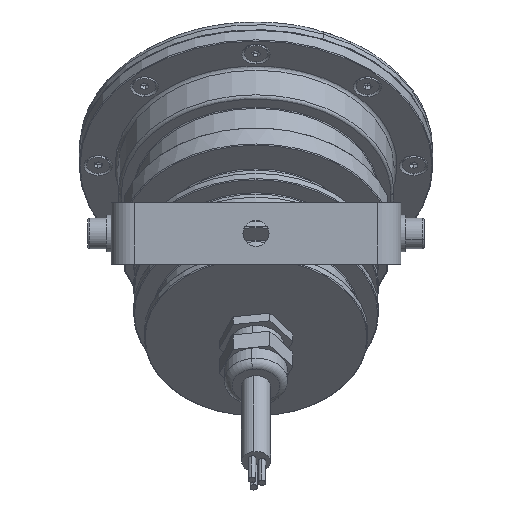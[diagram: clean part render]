
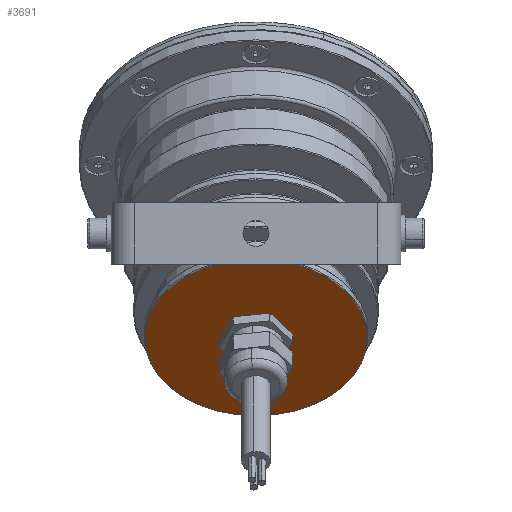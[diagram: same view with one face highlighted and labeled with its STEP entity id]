
A CAD part, front view. The second image highlights one B-rep face of the part: STEP entity #3691.
In plain terms, the highlighted planar face has unit normal (0, -0.707, -0.707).
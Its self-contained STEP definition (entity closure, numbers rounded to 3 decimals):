
#22 = CARTESIAN_POINT ( 'NONE',  ( 0., 74.346, -33.941 ) ) ;
#477 = CIRCLE ( 'NONE', #20771, 36.2 ) ;
#941 = CIRCLE ( 'NONE', #19059, 7.25 ) ;
#2654 = CARTESIAN_POINT ( 'NONE',  ( 0., 79.473, -39.068 ) ) ;
#3201 = FACE_BOUND ( 'NONE', #25544, .T. ) ;
#3691 = ADVANCED_FACE ( 'NONE', ( #3201, #5830 ), #7902, .T. ) ;
#5005 = VERTEX_POINT ( 'NONE', #2654 ) ;
#5503 = ORIENTED_EDGE ( 'NONE', *, *, #9335, .T. ) ;
#5830 = FACE_OUTER_BOUND ( 'NONE', #24424, .T. ) ;
#6031 = CIRCLE ( 'NONE', #17137, 36.2 ) ;
#7902 = PLANE ( 'NONE',  #21053 ) ;
#7993 = DIRECTION ( 'NONE',  ( 0., -0.707, -0.707 ) ) ;
#8542 = DIRECTION ( 'NONE',  ( 0., 0.707, -0.707 ) ) ;
#9335 = EDGE_CURVE ( 'NONE', #18256, #21173, #6031, .T. ) ;
#10379 = DIRECTION ( 'NONE',  ( 0., 0.707, -0.707 ) ) ;
#10469 = DIRECTION ( 'NONE',  ( 0., 0.707, 0.707 ) ) ;
#11281 = CIRCLE ( 'NONE', #19718, 7.25 ) ;
#11569 = CARTESIAN_POINT ( 'NONE',  ( 0., 69.22, -28.815 ) ) ;
#11871 = DIRECTION ( 'NONE',  ( 0., -0.707, 0.707 ) ) ;
#13848 = DIRECTION ( 'NONE',  ( 0., -0.707, 0.707 ) ) ;
#14464 = ORIENTED_EDGE ( 'NONE', *, *, #18853, .T. ) ;
#14962 = DIRECTION ( 'NONE',  ( 0., 0.707, 0.707 ) ) ;
#16130 = CARTESIAN_POINT ( 'NONE',  ( 0., 74.346, -33.941 ) ) ;
#16220 = DIRECTION ( 'NONE',  ( 1., 0., 0. ) ) ;
#16359 = EDGE_CURVE ( 'NONE', #17513, #5005, #941, .T. ) ;
#17119 = ORIENTED_EDGE ( 'NONE', *, *, #23877, .T. ) ;
#17137 = AXIS2_PLACEMENT_3D ( 'NONE', #16130, #7993, #11871 ) ;
#17513 = VERTEX_POINT ( 'NONE', #11569 ) ;
#17990 = CARTESIAN_POINT ( 'NONE',  ( 0., 74.346, -33.941 ) ) ;
#18256 = VERTEX_POINT ( 'NONE', #20969 ) ;
#18853 = EDGE_CURVE ( 'NONE', #5005, #17513, #11281, .T. ) ;
#19059 = AXIS2_PLACEMENT_3D ( 'NONE', #22, #10469, #10379 ) ;
#19718 = AXIS2_PLACEMENT_3D ( 'NONE', #20934, #14962, #8542 ) ;
#20771 = AXIS2_PLACEMENT_3D ( 'NONE', #17990, #26596, #13848 ) ;
#20934 = CARTESIAN_POINT ( 'NONE',  ( 0., 74.346, -33.941 ) ) ;
#20969 = CARTESIAN_POINT ( 'NONE',  ( 0., 48.749, -8.344 ) ) ;
#21053 = AXIS2_PLACEMENT_3D ( 'NONE', #22699, #24439, #16220 ) ;
#21173 = VERTEX_POINT ( 'NONE', #25619 ) ;
#22699 = CARTESIAN_POINT ( 'NONE',  ( 36.5, 74.346, -33.941 ) ) ;
#23281 = ORIENTED_EDGE ( 'NONE', *, *, #16359, .T. ) ;
#23877 = EDGE_CURVE ( 'NONE', #21173, #18256, #477, .T. ) ;
#24424 = EDGE_LOOP ( 'NONE', ( #5503, #17119 ) ) ;
#24439 = DIRECTION ( 'NONE',  ( 0., -0.707, -0.707 ) ) ;
#25544 = EDGE_LOOP ( 'NONE', ( #14464, #23281 ) ) ;
#25619 = CARTESIAN_POINT ( 'NONE',  ( 0., 99.944, -59.538 ) ) ;
#26596 = DIRECTION ( 'NONE',  ( 0., -0.707, -0.707 ) ) ;
